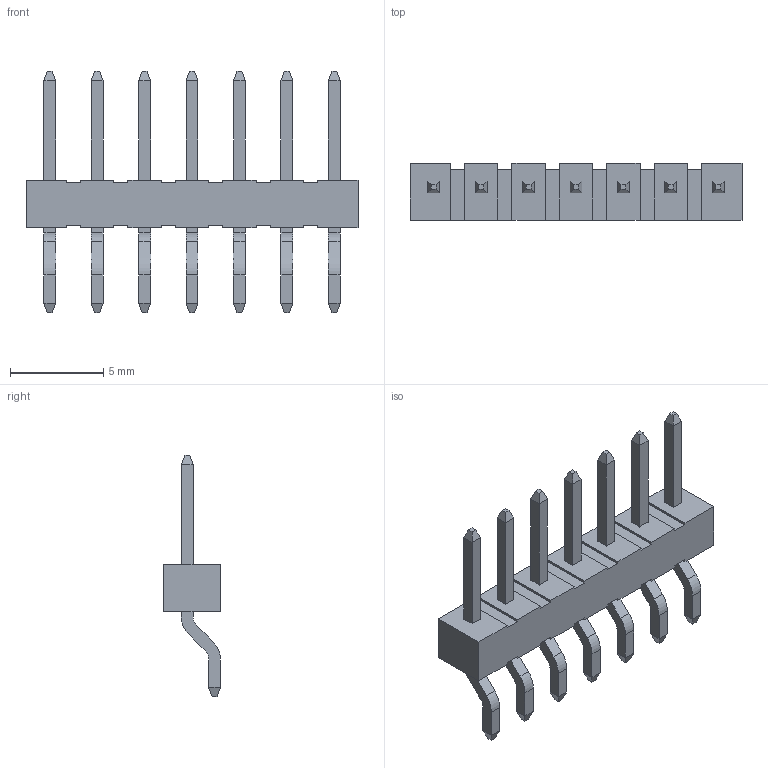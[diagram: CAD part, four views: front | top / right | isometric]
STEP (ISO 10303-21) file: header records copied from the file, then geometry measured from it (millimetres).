
FILE_DESCRIPTION(/* description */ ('STEP AP214'),/* implementation_level */ '2;1');
FILE_NAME(/* name */ 'TSM-107-01-L-SH',/* time_stamp */ '2025-06-07T19:13:28+02:00',/* author */ ('License CC BY-ND 4.0'),/* organization */ ('CADENAS'),/* preprocessor_version */ 'ST-DEVELOPER v19.3',/* originating_system */ 'PARTsolutions',/* authorisation */ ' ');
FILE_SCHEMA (('INTEGRATED_CNC_SCHEMA','AUTOMOTIVE_DESIGN {1 0 10303 214 3 1 1}'));
Length unit declared in the file: inch
Products named in the file (4): TSM-107-01-L-SH; TSM-107-01-SH_body; T-1S6-08-L(-01-7-SH); T-1S6-08-L(-01-7-SH)2
Assembly tree (3 placements, depth 2):
  TSM-107-01-L-SH
    TSM-107-01-SH_body
    T-1S6-08-L(-01-7-SH)
    T-1S6-08-L(-01-7-SH)2
Bounding box: 17.78 x 3.05 x 12.95 mm (x, y, z)
Volume: 162.6 mm3; surface area: 540.3 mm2
Topology: 3 solids, 3 shells, 254 faces, 688 edges, 440 vertices
Faces by surface type: plane 226, cylinder 28
Entity records: 7933 total; most frequent: CARTESIAN_POINT 1386, ORIENTED_EDGE 1376, DIRECTION 1260, EDGE_CURVE 688, LINE 632, VECTOR 632, VERTEX_POINT 440, AXIS2_PLACEMENT_3D 314
